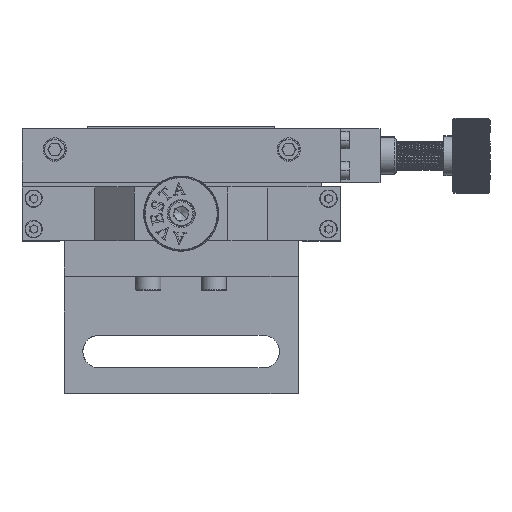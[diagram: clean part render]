
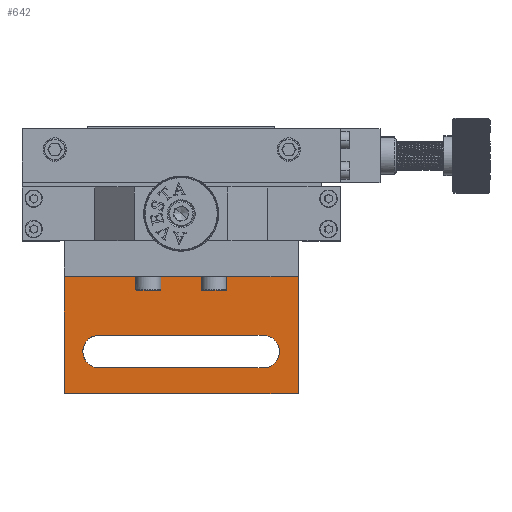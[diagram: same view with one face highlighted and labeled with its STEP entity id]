
A CAD part, top view. The second image highlights one B-rep face of the part: STEP entity #642.
In plain terms, the highlighted planar face has unit normal (0, 0, 1).
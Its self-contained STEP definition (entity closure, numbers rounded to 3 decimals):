
#256=FACE_BOUND('',#6565,.T.);
#642=ADVANCED_FACE('',(#3591,#256),#47449,.T.);
#3591=FACE_OUTER_BOUND('',#6564,.T.);
#6564=EDGE_LOOP('',(#10551,#10552,#10553,#10554));
#6565=EDGE_LOOP('',(#10555,#10556,#10557,#10558));
#10551=ORIENTED_EDGE('',*,*,#25960,.F.);
#10552=ORIENTED_EDGE('',*,*,#25605,.F.);
#10553=ORIENTED_EDGE('',*,*,#25446,.F.);
#10554=ORIENTED_EDGE('',*,*,#25650,.F.);
#10555=ORIENTED_EDGE('',*,*,#25962,.T.);
#10556=ORIENTED_EDGE('',*,*,#25965,.T.);
#10557=ORIENTED_EDGE('',*,*,#25961,.T.);
#10558=ORIENTED_EDGE('',*,*,#25975,.T.);
#25446=EDGE_CURVE('',#41402,#41403,#35424,.T.);
#25605=EDGE_CURVE('',#41403,#41526,#35556,.T.);
#25650=EDGE_CURVE('',#41588,#41402,#35601,.T.);
#25960=EDGE_CURVE('',#41526,#41588,#35820,.T.);
#25961=EDGE_CURVE('',#41744,#41745,#35821,.T.);
#25962=EDGE_CURVE('',#41746,#41743,#35822,.T.);
#25965=EDGE_CURVE('',#41743,#41744,#33514,.T.);
#25975=EDGE_CURVE('',#41745,#41746,#33516,.T.);
#33514=(
BOUNDED_CURVE()
B_SPLINE_CURVE(2,(#57043,#57044,#57045,#57046,#57047),.UNSPECIFIED.,.F.,
 .F.)
B_SPLINE_CURVE_WITH_KNOTS((3,2,3),(-10.996,-5.498,
0.),.UNSPECIFIED.)
CURVE()
GEOMETRIC_REPRESENTATION_ITEM()
RATIONAL_B_SPLINE_CURVE((1.,0.707,1.,0.707,1.))
REPRESENTATION_ITEM('')
);
#33516=(
BOUNDED_CURVE()
B_SPLINE_CURVE(2,(#57069,#57070,#57071,#57072,#57073),.UNSPECIFIED.,.F.,
 .F.)
B_SPLINE_CURVE_WITH_KNOTS((3,2,3),(-10.996,-5.498,
0.),.UNSPECIFIED.)
CURVE()
GEOMETRIC_REPRESENTATION_ITEM()
RATIONAL_B_SPLINE_CURVE((1.,0.707,1.,0.707,1.))
REPRESENTATION_ITEM('')
);
#35424=B_SPLINE_CURVE_WITH_KNOTS('',1,(#55572,#55573),.UNSPECIFIED.,.F.,
 .F.,(2,2),(0.,50.),.UNSPECIFIED.);
#35556=B_SPLINE_CURVE_WITH_KNOTS('',1,(#56008,#56009),.UNSPECIFIED.,.F.,
 .F.,(2,2),(0.,25.),.UNSPECIFIED.);
#35601=B_SPLINE_CURVE_WITH_KNOTS('',1,(#56098,#56099),.UNSPECIFIED.,.F.,
 .F.,(2,2),(0.,25.),.UNSPECIFIED.);
#35820=B_SPLINE_CURVE_WITH_KNOTS('',1,(#57030,#57031),.UNSPECIFIED.,.F.,
 .F.,(2,2),(0.,50.),.UNSPECIFIED.);
#35821=B_SPLINE_CURVE_WITH_KNOTS('',1,(#57032,#57033),.UNSPECIFIED.,.F.,
 .F.,(2,2),(0.,35.),.UNSPECIFIED.);
#35822=B_SPLINE_CURVE_WITH_KNOTS('',1,(#57034,#57035),.UNSPECIFIED.,.F.,
 .F.,(2,2),(0.,35.),.UNSPECIFIED.);
#41402=VERTEX_POINT('',#55014);
#41403=VERTEX_POINT('',#55015);
#41526=VERTEX_POINT('',#55138);
#41588=VERTEX_POINT('',#55200);
#41743=VERTEX_POINT('',#55355);
#41744=VERTEX_POINT('',#55356);
#41745=VERTEX_POINT('',#55357);
#41746=VERTEX_POINT('',#55358);
#47449=PLANE('',#49261);
#49261=AXIS2_PLACEMENT_3D('',#54593,#51838,$);
#51838=DIRECTION('',(0.,0.,1.));
#54593=CARTESIAN_POINT('',(-46.12,-1.755,7.001));
#55014=CARTESIAN_POINT('',(-41.,-4.375,7.001));
#55015=CARTESIAN_POINT('',(9.,-4.375,7.001));
#55138=CARTESIAN_POINT('',(9.,-29.375,7.001));
#55200=CARTESIAN_POINT('',(-41.,-29.375,7.001));
#55355=CARTESIAN_POINT('',(-33.5,-23.875,7.001));
#55356=CARTESIAN_POINT('',(-33.5,-16.875,7.001));
#55357=CARTESIAN_POINT('',(1.5,-16.875,7.001));
#55358=CARTESIAN_POINT('',(1.5,-23.875,7.001));
#55572=CARTESIAN_POINT('',(-41.,-4.375,7.001));
#55573=CARTESIAN_POINT('',(9.,-4.375,7.001));
#56008=CARTESIAN_POINT('',(9.,-4.375,7.001));
#56009=CARTESIAN_POINT('',(9.,-29.375,7.001));
#56098=CARTESIAN_POINT('',(-41.,-29.375,7.001));
#56099=CARTESIAN_POINT('',(-41.,-4.375,7.001));
#57030=CARTESIAN_POINT('',(9.,-29.375,7.001));
#57031=CARTESIAN_POINT('',(-41.,-29.375,7.001));
#57032=CARTESIAN_POINT('',(-33.5,-16.875,7.001));
#57033=CARTESIAN_POINT('',(1.5,-16.875,7.001));
#57034=CARTESIAN_POINT('',(1.5,-23.875,7.001));
#57035=CARTESIAN_POINT('',(-33.5,-23.875,7.001));
#57043=CARTESIAN_POINT('',(-33.5,-23.875,7.001));
#57044=CARTESIAN_POINT('',(-37.,-23.875,7.001));
#57045=CARTESIAN_POINT('',(-37.,-20.375,7.001));
#57046=CARTESIAN_POINT('',(-37.,-16.875,7.001));
#57047=CARTESIAN_POINT('',(-33.5,-16.875,7.001));
#57069=CARTESIAN_POINT('',(1.5,-16.875,7.001));
#57070=CARTESIAN_POINT('',(5.,-16.875,7.001));
#57071=CARTESIAN_POINT('',(5.,-20.375,7.001));
#57072=CARTESIAN_POINT('',(5.,-23.875,7.001));
#57073=CARTESIAN_POINT('',(1.5,-23.875,7.001));
